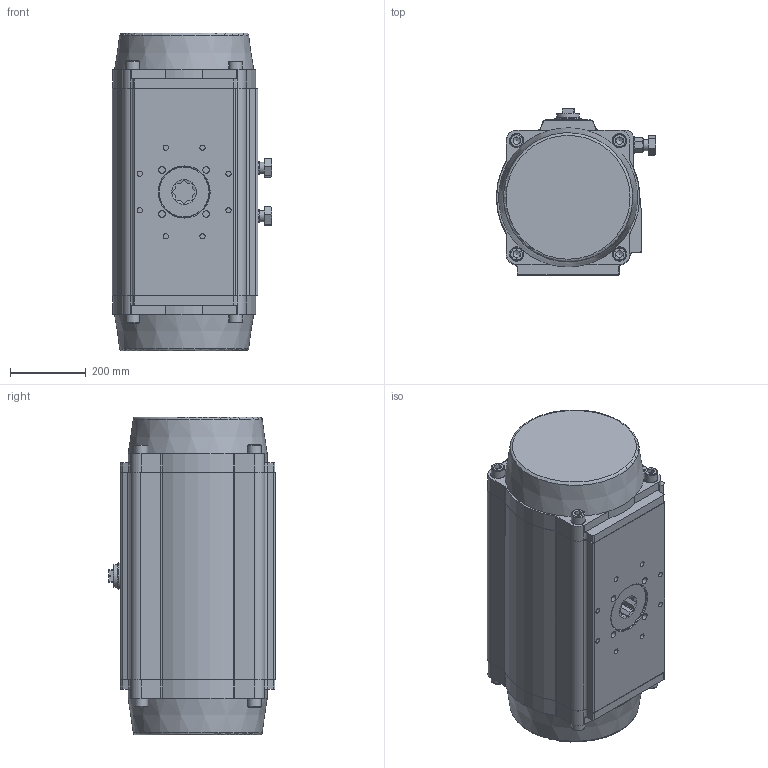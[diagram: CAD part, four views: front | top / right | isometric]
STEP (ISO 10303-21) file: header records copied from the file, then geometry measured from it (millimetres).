
FILE_DESCRIPTION(/* description */ ('Unknown'),/* implementation_level */ '2;1');
FILE_NAME(/* name */ 'PD16_PE15',/* time_stamp */ '2022-02-21T12:49:30+01:00',/* author */ ('Unknown'),/* organization */ ('Unknown'),/* preprocessor_version */ 'ST-DEVELOPER v16.7',/* originating_system */ 'Solid Edge',/* authorisation */ 'Unknown');
FILE_SCHEMA (('AUTOMOTIVE_DESIGN {1 0 10303 214 3 1 1}'));
Length unit declared in the file: millimetre
Products named in the file (11): PD16_PE15; VT350-1 詰极; VT350-3C 3D; VT350-9 俋菜え; VT350-10 踢扽菜え; VT350-04; socket head cap screw_din_DIN 912 M24 x 100 --- 100N; hex bolt gradec_din_ISO 4016 - M30 x 150 x 150-WN; hex nut gradec_din_Hexagon Nut ISO 4034 - M24 - N; plain washers-n series-grade a gb_GB_FASTENER_WASHER_PWNA 24; circlips for shaft--type a large gb_GB_CONNECTING_PIECE_RING_RRA 56
Assembly tree (21 placements, depth 2):
  PD16_PE15
    VT350-1 詰极
    VT350-3C 3D
    VT350-9 俋菜え
    VT350-10 踢扽菜え
    VT350-04  x2
    socket head cap screw_din_DIN 912 M24 x 100 --- 100N  x8
    hex bolt gradec_din_ISO 4016 - M30 x 150 x 150-WN  x2
    hex nut gradec_din_Hexagon Nut ISO 4034 - M24 - N  x2
    plain washers-n series-grade a gb_GB_FASTENER_WASHER_PWNA 24  x2
    circlips for shaft--type a large gb_GB_CONNECTING_PIECE_RING_RRA 56
Bounding box: 421.75 x 440 x 841 mm (x, y, z)
Volume: 39485082.7 mm3; surface area: 3155924.6 mm2
Topology: 21 solids, 21 shells, 684 faces, 1543 edges, 980 vertices
Faces by surface type: plane 354, cylinder 202, cone 82, torus 32, bspline 14
Full cylindrical faces by diameter (mm): 3 x2, 4.134 x4, 4.917 x5, 10 x2, 13 x2, 13.835 x10, 14 x1, 17.294 x12, 18.63 x2, 20.96 x2, 21 x2, 24 x10, 25 x2, 26 x8, 26.211 x2, 30 x2, 36 x8, 38 x8, 40 x2, 44 x2, 46 x2, 50.7 x1, 56 x1, 56.5 x1, 60 x5, 60.2 x1, 60.8 x1, 71 x1, 72 x1, 104 x1
Entity records: 11911 total; most frequent: CARTESIAN_POINT 2917, DIRECTION 1910, ORIENTED_EDGE 1500, AXIS2_PLACEMENT_3D 816, EDGE_CURVE 750, FACE_BOUND 645, EDGE_LOOP 643, VERTEX_POINT 561
